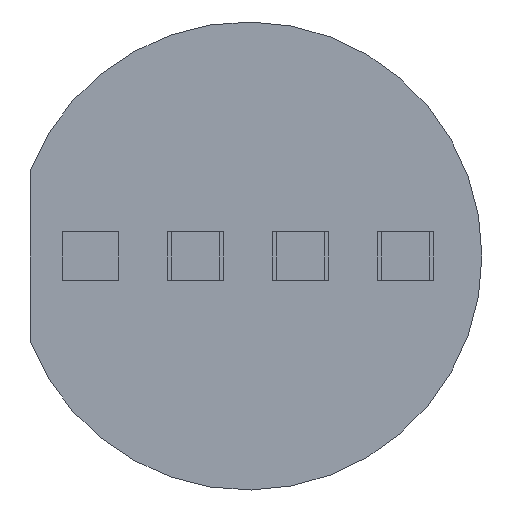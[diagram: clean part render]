
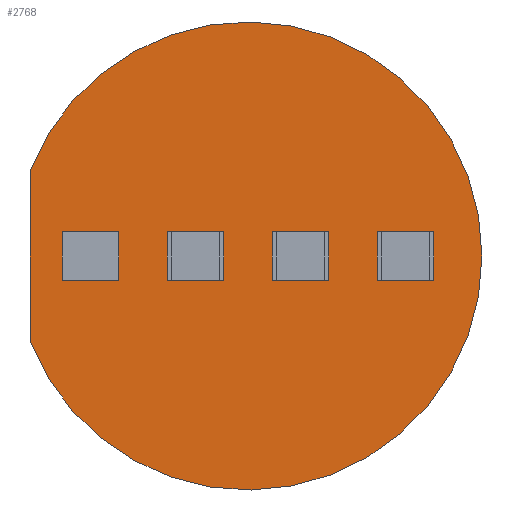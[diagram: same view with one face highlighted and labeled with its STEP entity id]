
A CAD part, front view. The second image highlights one B-rep face of the part: STEP entity #2768.
In plain terms, the highlighted planar face has unit normal (0, -1, 0).
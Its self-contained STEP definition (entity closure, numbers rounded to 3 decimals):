
#41=FACE_BOUND('',#372,.T.);
#42=FACE_BOUND('',#373,.T.);
#43=FACE_BOUND('',#374,.T.);
#44=FACE_BOUND('',#375,.T.);
#48=PLANE('',#2971);
#211=FACE_OUTER_BOUND('',#371,.T.);
#371=EDGE_LOOP('',(#1983,#1984));
#372=EDGE_LOOP('',(#1985,#1986,#1987,#1988));
#373=EDGE_LOOP('',(#1989,#1990,#1991,#1992));
#374=EDGE_LOOP('',(#1993,#1994,#1995,#1996));
#375=EDGE_LOOP('',(#1997,#1998,#1999,#2000));
#537=LINE('',#3933,#915);
#538=LINE('',#3936,#916);
#539=LINE('',#3938,#917);
#540=LINE('',#3940,#918);
#541=LINE('',#3941,#919);
#542=LINE('',#3944,#920);
#543=LINE('',#3946,#921);
#544=LINE('',#3948,#922);
#545=LINE('',#3949,#923);
#546=LINE('',#3952,#924);
#547=LINE('',#3954,#925);
#548=LINE('',#3956,#926);
#549=LINE('',#3957,#927);
#550=LINE('',#3960,#928);
#551=LINE('',#3962,#929);
#552=LINE('',#3964,#930);
#553=LINE('',#3965,#931);
#915=VECTOR('',#3172,1000.);
#916=VECTOR('',#3173,1000.);
#917=VECTOR('',#3174,1000.);
#918=VECTOR('',#3175,1000.);
#919=VECTOR('',#3176,1000.);
#920=VECTOR('',#3177,1000.);
#921=VECTOR('',#3178,1000.);
#922=VECTOR('',#3179,1000.);
#923=VECTOR('',#3180,1000.);
#924=VECTOR('',#3181,1000.);
#925=VECTOR('',#3182,1000.);
#926=VECTOR('',#3183,1000.);
#927=VECTOR('',#3184,1000.);
#928=VECTOR('',#3185,1000.);
#929=VECTOR('',#3186,1000.);
#930=VECTOR('',#3187,1000.);
#931=VECTOR('',#3188,1000.);
#1298=CIRCLE('',#2970,2.9);
#1314=VERTEX_POINT('',#3927);
#1315=VERTEX_POINT('',#3929);
#1316=VERTEX_POINT('',#3934);
#1317=VERTEX_POINT('',#3935);
#1318=VERTEX_POINT('',#3937);
#1319=VERTEX_POINT('',#3939);
#1320=VERTEX_POINT('',#3942);
#1321=VERTEX_POINT('',#3943);
#1322=VERTEX_POINT('',#3945);
#1323=VERTEX_POINT('',#3947);
#1324=VERTEX_POINT('',#3950);
#1325=VERTEX_POINT('',#3951);
#1326=VERTEX_POINT('',#3953);
#1327=VERTEX_POINT('',#3955);
#1328=VERTEX_POINT('',#3958);
#1329=VERTEX_POINT('',#3959);
#1330=VERTEX_POINT('',#3961);
#1331=VERTEX_POINT('',#3963);
#1579=EDGE_CURVE('',#1314,#1315,#1298,.T.);
#1581=EDGE_CURVE('',#1315,#1314,#537,.T.);
#1582=EDGE_CURVE('',#1316,#1317,#538,.T.);
#1583=EDGE_CURVE('',#1318,#1316,#539,.T.);
#1584=EDGE_CURVE('',#1319,#1318,#540,.T.);
#1585=EDGE_CURVE('',#1317,#1319,#541,.T.);
#1586=EDGE_CURVE('',#1320,#1321,#542,.T.);
#1587=EDGE_CURVE('',#1322,#1320,#543,.T.);
#1588=EDGE_CURVE('',#1323,#1322,#544,.T.);
#1589=EDGE_CURVE('',#1321,#1323,#545,.T.);
#1590=EDGE_CURVE('',#1324,#1325,#546,.T.);
#1591=EDGE_CURVE('',#1326,#1324,#547,.T.);
#1592=EDGE_CURVE('',#1327,#1326,#548,.T.);
#1593=EDGE_CURVE('',#1325,#1327,#549,.T.);
#1594=EDGE_CURVE('',#1328,#1329,#550,.T.);
#1595=EDGE_CURVE('',#1330,#1328,#551,.T.);
#1596=EDGE_CURVE('',#1331,#1330,#552,.T.);
#1597=EDGE_CURVE('',#1329,#1331,#553,.T.);
#1983=ORIENTED_EDGE('',*,*,#1579,.F.);
#1984=ORIENTED_EDGE('',*,*,#1581,.F.);
#1985=ORIENTED_EDGE('',*,*,#1582,.F.);
#1986=ORIENTED_EDGE('',*,*,#1583,.F.);
#1987=ORIENTED_EDGE('',*,*,#1584,.F.);
#1988=ORIENTED_EDGE('',*,*,#1585,.F.);
#1989=ORIENTED_EDGE('',*,*,#1586,.F.);
#1990=ORIENTED_EDGE('',*,*,#1587,.F.);
#1991=ORIENTED_EDGE('',*,*,#1588,.F.);
#1992=ORIENTED_EDGE('',*,*,#1589,.F.);
#1993=ORIENTED_EDGE('',*,*,#1590,.F.);
#1994=ORIENTED_EDGE('',*,*,#1591,.F.);
#1995=ORIENTED_EDGE('',*,*,#1592,.F.);
#1996=ORIENTED_EDGE('',*,*,#1593,.F.);
#1997=ORIENTED_EDGE('',*,*,#1594,.F.);
#1998=ORIENTED_EDGE('',*,*,#1595,.F.);
#1999=ORIENTED_EDGE('',*,*,#1596,.F.);
#2000=ORIENTED_EDGE('',*,*,#1597,.F.);
#2768=ADVANCED_FACE('',(#211,#41,#42,#43,#44),#48,.F.);
#2970=AXIS2_PLACEMENT_3D('',#3930,#3167,#3168);
#2971=AXIS2_PLACEMENT_3D('',#3932,#3170,#3171);
#3167=DIRECTION('center_axis',(0.,1.,0.));
#3168=DIRECTION('ref_axis',(0.,0.,1.));
#3170=DIRECTION('center_axis',(0.,1.,0.));
#3171=DIRECTION('ref_axis',(0.,0.,1.));
#3172=DIRECTION('',(0.,0.,1.));
#3173=DIRECTION('',(0.,0.,1.));
#3174=DIRECTION('',(1.,0.,0.));
#3175=DIRECTION('',(0.,0.,-1.));
#3176=DIRECTION('',(-1.,0.,0.));
#3177=DIRECTION('',(0.,0.,1.));
#3178=DIRECTION('',(1.,0.,0.));
#3179=DIRECTION('',(0.,0.,-1.));
#3180=DIRECTION('',(-1.,0.,0.));
#3181=DIRECTION('',(0.,0.,1.));
#3182=DIRECTION('',(1.,0.,0.));
#3183=DIRECTION('',(0.,0.,-1.));
#3184=DIRECTION('',(-1.,0.,0.));
#3185=DIRECTION('',(0.,0.,1.));
#3186=DIRECTION('',(1.,0.,0.));
#3187=DIRECTION('',(0.,0.,-1.));
#3188=DIRECTION('',(-1.,0.,0.));
#3927=CARTESIAN_POINT('',(-2.7,5.,1.058));
#3929=CARTESIAN_POINT('',(-2.7,5.,-1.058));
#3930=CARTESIAN_POINT('Origin',(0.,5.,0.));
#3932=CARTESIAN_POINT('Origin',(0.,5.,0.));
#3933=CARTESIAN_POINT('',(-2.7,5.,-1.058));
#3934=CARTESIAN_POINT('',(2.25,5.,-0.3));
#3935=CARTESIAN_POINT('',(2.25,5.,0.3));
#3936=CARTESIAN_POINT('',(2.25,5.,0.));
#3937=CARTESIAN_POINT('',(1.65,5.,-0.3));
#3938=CARTESIAN_POINT('',(0.,5.,-0.3));
#3939=CARTESIAN_POINT('',(1.65,5.,0.3));
#3940=CARTESIAN_POINT('',(1.65,5.,0.));
#3941=CARTESIAN_POINT('',(0.,5.,0.3));
#3942=CARTESIAN_POINT('',(-0.35,5.,-0.3));
#3943=CARTESIAN_POINT('',(-0.35,5.,0.3));
#3944=CARTESIAN_POINT('',(-0.35,5.,0.));
#3945=CARTESIAN_POINT('',(-0.95,5.,-0.3));
#3946=CARTESIAN_POINT('',(0.,5.,-0.3));
#3947=CARTESIAN_POINT('',(-0.95,5.,0.3));
#3948=CARTESIAN_POINT('',(-0.95,5.,0.));
#3949=CARTESIAN_POINT('',(0.,5.,0.3));
#3950=CARTESIAN_POINT('',(0.95,5.,-0.3));
#3951=CARTESIAN_POINT('',(0.95,5.,0.3));
#3952=CARTESIAN_POINT('',(0.95,5.,0.));
#3953=CARTESIAN_POINT('',(0.35,5.,-0.3));
#3954=CARTESIAN_POINT('',(0.,5.,-0.3));
#3955=CARTESIAN_POINT('',(0.35,5.,0.3));
#3956=CARTESIAN_POINT('',(0.35,5.,0.));
#3957=CARTESIAN_POINT('',(0.,5.,0.3));
#3958=CARTESIAN_POINT('',(-1.65,5.,-0.3));
#3959=CARTESIAN_POINT('',(-1.65,5.,0.3));
#3960=CARTESIAN_POINT('',(-1.65,5.,0.));
#3961=CARTESIAN_POINT('',(-2.25,5.,-0.3));
#3962=CARTESIAN_POINT('',(0.,5.,-0.3));
#3963=CARTESIAN_POINT('',(-2.25,5.,0.3));
#3964=CARTESIAN_POINT('',(-2.25,5.,0.));
#3965=CARTESIAN_POINT('',(0.,5.,0.3));
